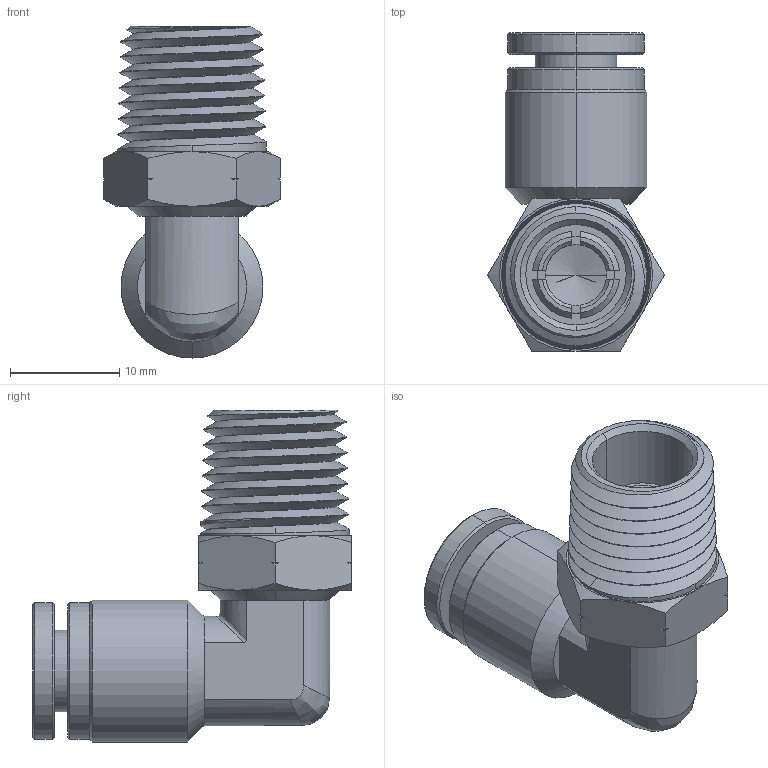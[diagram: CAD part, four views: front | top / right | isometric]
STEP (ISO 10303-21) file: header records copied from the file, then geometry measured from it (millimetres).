
FILE_DESCRIPTION (( 'STEP AP214' ), '1' );
FILE_NAME ('MES1-4N1-4W.STEP', '2018-07-20T16:39:09', ( '' ), ( '' ), 'SwSTEP 2.0', 'SolidWorks 2016', '' );
FILE_SCHEMA (( 'AUTOMOTIVE_DESIGN' ));
Length unit declared in the file: millimetre
Products named in the file (1): MES1-4N1-4W
Bounding box: 16.17 x 29.21 x 30.4 mm (x, y, z)
Volume: 3288.8 mm3; surface area: 5499.6 mm2
Topology: 7 solids, 7 shells, 482 faces, 1289 edges, 830 vertices
Faces by surface type: cone 182, plane 162, cylinder 87, bspline 49, torus 2
Entity records: 25068 total; most frequent: CARTESIAN_POINT 8426, ORIENTED_EDGE 2574, DIRECTION 2084, EDGE_CURVE 1287, AXIS2_PLACEMENT_3D 839, VERTEX_POINT 830, EDGE_LOOP 507, UNCERTAINTY_MEASURE_WITH_UNIT 491
